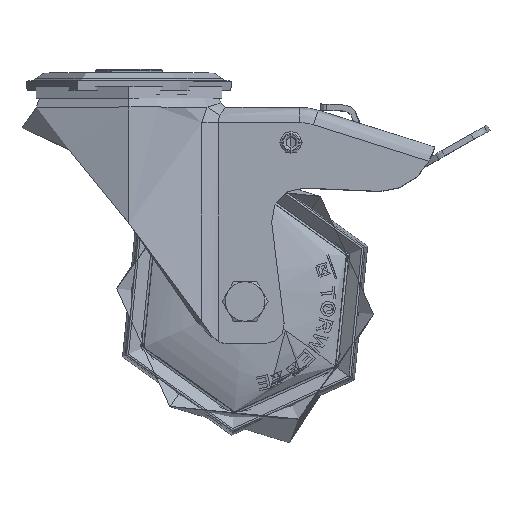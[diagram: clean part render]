
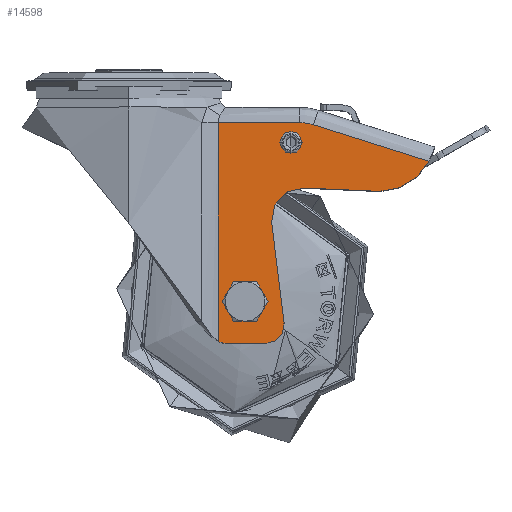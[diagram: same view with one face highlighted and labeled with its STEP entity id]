
A CAD part, top view. The second image highlights one B-rep face of the part: STEP entity #14598.
In plain terms, the highlighted planar face has unit normal (0, 0, 1).
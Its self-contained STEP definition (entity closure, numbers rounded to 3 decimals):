
#3 = EDGE_CURVE ( 'NONE', #1535, #5998, #1640, .T. ) ;
#374 = ORIENTED_EDGE ( 'NONE', *, *, #53497, .F. ) ;
#894 = EDGE_CURVE ( 'NONE', #17813, #34503, #32643, .T. ) ;
#1535 = VERTEX_POINT ( 'NONE', #33384 ) ;
#1640 = LINE ( 'NONE', #64373, #41115 ) ;
#2136 = CARTESIAN_POINT ( 'NONE',  ( 29.27, -17.5, 23.5 ) ) ;
#2212 = DIRECTION ( 'NONE',  ( -0.981, -0.192, 0. ) ) ;
#2293 = ORIENTED_EDGE ( 'NONE', *, *, #21355, .F. ) ;
#2367 = B_SPLINE_CURVE_WITH_KNOTS ( 'NONE', 3,
 ( #13862, #17588, #53449, #2136 ),
 .UNSPECIFIED., .F., .F.,
 ( 4, 4 ),
 ( 0., 1. ),
 .UNSPECIFIED. ) ;
#3520 = DIRECTION ( 'NONE',  ( 0.122, -0.993, 0. ) ) ;
#3971 = EDGE_CURVE ( 'NONE', #53115, #43199, #2367, .T. ) ;
#4347 = AXIS2_PLACEMENT_3D ( 'NONE', #5036, #44304, #18858 ) ;
#4351 = EDGE_CURVE ( 'NONE', #18221, #10616, #10740, .T. ) ;
#4443 = CARTESIAN_POINT ( 'NONE',  ( 55.832, -17.5, 23.5 ) ) ;
#5036 = CARTESIAN_POINT ( 'NONE',  ( 55.832, -32.5, 23.5 ) ) ;
#5058 = ORIENTED_EDGE ( 'NONE', *, *, #57463, .F. ) ;
#5530 = CIRCLE ( 'NONE', #54878, 18. ) ;
#5998 = VERTEX_POINT ( 'NONE', #40914 ) ;
#7316 = CIRCLE ( 'NONE', #53396, 10. ) ;
#8260 = DIRECTION ( 'NONE',  ( 0., 0., 1. ) ) ;
#10036 = VERTEX_POINT ( 'NONE', #23603 ) ;
#10612 = CARTESIAN_POINT ( 'NONE',  ( 44.785, -89.8, 23.5 ) ) ;
#10616 = VERTEX_POINT ( 'NONE', #30573 ) ;
#10740 = LINE ( 'NONE', #15455, #39157 ) ;
#10792 = CARTESIAN_POINT ( 'NONE',  ( 29.27, -89.143, 23.5 ) ) ;
#12127 = CARTESIAN_POINT ( 'NONE',  ( 38., -76., 23.5 ) ) ;
#13862 = CARTESIAN_POINT ( 'NONE',  ( 55.832, -17.5, 23.5 ) ) ;
#14135 = CARTESIAN_POINT ( 'NONE',  ( 42.1, -76., 23.5 ) ) ;
#14260 = EDGE_CURVE ( 'NONE', #52373, #50498, #50675, .T. ) ;
#14598 = ADVANCED_FACE ( 'NONE', ( #47526, #32426, #42497 ), #57984, .T. ) ;
#15455 = CARTESIAN_POINT ( 'NONE',  ( 82.107, -40., 23.5 ) ) ;
#15586 = DIRECTION ( 'NONE',  ( 0., 0., -1. ) ) ;
#15701 = CARTESIAN_POINT ( 'NONE',  ( 29.27, -17.5, 23.5 ) ) ;
#16336 = CARTESIAN_POINT ( 'NONE',  ( 29.27, -89.143, 23.5 ) ) ;
#16653 = LINE ( 'NONE', #10612, #63823 ) ;
#16767 = ORIENTED_EDGE ( 'NONE', *, *, #4351, .F. ) ;
#17243 = CIRCLE ( 'NONE', #4347, 15. ) ;
#17588 = CARTESIAN_POINT ( 'NONE',  ( 46.978, -17.5, 23.5 ) ) ;
#17813 = VERTEX_POINT ( 'NONE', #47645 ) ;
#18221 = VERTEX_POINT ( 'NONE', #49421 ) ;
#18858 = DIRECTION ( 'NONE',  ( 0., 1., 0. ) ) ;
#19232 = ORIENTED_EDGE ( 'NONE', *, *, #34947, .F. ) ;
#19670 = AXIS2_PLACEMENT_3D ( 'NONE', #28423, #8260, #59306 ) ;
#20279 = DIRECTION ( 'NONE',  ( 0.993, 0.122, 0. ) ) ;
#21355 = EDGE_CURVE ( 'NONE', #50498, #52373, #37198, .T. ) ;
#22065 = DIRECTION ( 'NONE',  ( 0.892, -0.451, 0. ) ) ;
#22632 = ORIENTED_EDGE ( 'NONE', *, *, #63058, .F. ) ;
#23009 = CARTESIAN_POINT ( 'NONE',  ( 50.449, -24.5, 23.5 ) ) ;
#23603 = CARTESIAN_POINT ( 'NONE',  ( 50.735, -83.069, 23.5 ) ) ;
#25323 = EDGE_CURVE ( 'NONE', #53115, #1535, #17243, .T. ) ;
#26716 = CARTESIAN_POINT ( 'NONE',  ( 29.27, -65.262, 23.5 ) ) ;
#26923 = DIRECTION ( 'NONE',  ( -0.981, -0.192, 0. ) ) ;
#27595 = ORIENTED_EDGE ( 'NONE', *, *, #894, .F. ) ;
#28212 = DIRECTION ( 'NONE',  ( 0., 0., 1. ) ) ;
#28423 = CARTESIAN_POINT ( 'NONE',  ( 0., -89.8, 23.5 ) ) ;
#29031 = CARTESIAN_POINT ( 'NONE',  ( 46.688, -50.115, 23.5 ) ) ;
#29200 = CARTESIAN_POINT ( 'NONE',  ( 55.551, -23.5, 23.5 ) ) ;
#30174 = ORIENTED_EDGE ( 'NONE', *, *, #3971, .T. ) ;
#30322 = CARTESIAN_POINT ( 'NONE',  ( 44.779, -83.8, 23.5 ) ) ;
#30573 = CARTESIAN_POINT ( 'NONE',  ( 57.05, -38.906, 23.5 ) ) ;
#32283 = DIRECTION ( 'NONE',  ( 0., 0., -1. ) ) ;
#32426 = FACE_BOUND ( 'NONE', #42295, .T. ) ;
#32643 = CIRCLE ( 'NONE', #63792, 4.1 ) ;
#32665 = AXIS2_PLACEMENT_3D ( 'NONE', #57847, #32283, #52750 ) ;
#33202 = DIRECTION ( 'NONE',  ( 1., 0., 0. ) ) ;
#33291 = ORIENTED_EDGE ( 'NONE', *, *, #44818, .T. ) ;
#33384 = CARTESIAN_POINT ( 'NONE',  ( 60.342, -18.194, 23.5 ) ) ;
#33813 = DIRECTION ( 'NONE',  ( 0., 0., 1. ) ) ;
#34424 = CIRCLE ( 'NONE', #45102, 4.1 ) ;
#34503 = VERTEX_POINT ( 'NONE', #14135 ) ;
#34947 = EDGE_CURVE ( 'NONE', #35517, #44329, #53036, .T. ) ;
#35517 = VERTEX_POINT ( 'NONE', #45779 ) ;
#36132 = DIRECTION ( 'NONE',  ( 0., 0., -1. ) ) ;
#36174 = ORIENTED_EDGE ( 'NONE', *, *, #41797, .F. ) ;
#36503 = DIRECTION ( 'NONE',  ( 0., 0., 1. ) ) ;
#36712 = ORIENTED_EDGE ( 'NONE', *, *, #44018, .F. ) ;
#37198 = CIRCLE ( 'NONE', #38282, 2.6 ) ;
#38282 = AXIS2_PLACEMENT_3D ( 'NONE', #54542, #38448, #2212 ) ;
#38448 = DIRECTION ( 'NONE',  ( 0., 0., 1. ) ) ;
#39157 = VECTOR ( 'NONE', #62426, 1000. ) ;
#39988 = AXIS2_PLACEMENT_3D ( 'NONE', #30322, #15586, #20279 ) ;
#40914 = CARTESIAN_POINT ( 'NONE',  ( 98.171, -30.122, 23.5 ) ) ;
#41115 = VECTOR ( 'NONE', #42551, 1000. ) ;
#41385 = EDGE_LOOP ( 'NONE', ( #22632, #5058, #374, #65022, #16767, #36712, #54498, #53666, #30174, #33291, #19232 ) ) ;
#41797 = EDGE_CURVE ( 'NONE', #34503, #17813, #34424, .T. ) ;
#42100 = DIRECTION ( 'NONE',  ( -1., 0., 0. ) ) ;
#42295 = EDGE_LOOP ( 'NONE', ( #2293, #58216 ) ) ;
#42497 = FACE_OUTER_BOUND ( 'NONE', #41385, .T. ) ;
#42551 = DIRECTION ( 'NONE',  ( 0.954, -0.301, 0. ) ) ;
#43199 = VERTEX_POINT ( 'NONE', #15701 ) ;
#43360 = DIRECTION ( 'NONE',  ( 0., 0., 1. ) ) ;
#43686 = CARTESIAN_POINT ( 'NONE',  ( 38., -76., 23.5 ) ) ;
#44018 = EDGE_CURVE ( 'NONE', #5998, #18221, #5530, .T. ) ;
#44304 = DIRECTION ( 'NONE',  ( 0., 0., -1. ) ) ;
#44329 = VERTEX_POINT ( 'NONE', #10792 ) ;
#44423 = LINE ( 'NONE', #29031, #53528 ) ;
#44818 = EDGE_CURVE ( 'NONE', #43199, #44329, #48710, .T. ) ;
#45102 = AXIS2_PLACEMENT_3D ( 'NONE', #12127, #28212, #33202 ) ;
#45779 = CARTESIAN_POINT ( 'NONE',  ( 32., -89.8, 23.5 ) ) ;
#46139 = CARTESIAN_POINT ( 'NONE',  ( 29.27, -41.381, 23.5 ) ) ;
#46577 = VERTEX_POINT ( 'NONE', #65696 ) ;
#47526 = FACE_BOUND ( 'NONE', #65469, .T. ) ;
#47645 = CARTESIAN_POINT ( 'NONE',  ( 33.9, -76., 23.5 ) ) ;
#48581 = CIRCLE ( 'NONE', #39988, 6. ) ;
#48710 = B_SPLINE_CURVE_WITH_KNOTS ( 'NONE', 3,
 ( #51867, #46139, #26716, #16336 ),
 .UNSPECIFIED., .F., .F.,
 ( 4, 4 ),
 ( 0., 1. ),
 .UNSPECIFIED. ) ;
#49008 = VERTEX_POINT ( 'NONE', #64230 ) ;
#49421 = CARTESIAN_POINT ( 'NONE',  ( 82.107, -40., 23.5 ) ) ;
#50498 = VERTEX_POINT ( 'NONE', #23009 ) ;
#50675 = CIRCLE ( 'NONE', #59317, 2.6 ) ;
#51867 = CARTESIAN_POINT ( 'NONE',  ( 29.27, -17.5, 23.5 ) ) ;
#52373 = VERTEX_POINT ( 'NONE', #29200 ) ;
#52561 = CARTESIAN_POINT ( 'NONE',  ( 82.107, -22., 23.5 ) ) ;
#52750 = DIRECTION ( 'NONE',  ( 0., -1., 0. ) ) ;
#53036 = CIRCLE ( 'NONE', #32665, 6. ) ;
#53115 = VERTEX_POINT ( 'NONE', #4443 ) ;
#53396 = AXIS2_PLACEMENT_3D ( 'NONE', #57365, #36503, #57015 ) ;
#53449 = CARTESIAN_POINT ( 'NONE',  ( 38.124, -17.5, 23.5 ) ) ;
#53497 = EDGE_CURVE ( 'NONE', #46577, #10036, #44423, .T. ) ;
#53528 = VECTOR ( 'NONE', #3520, 1000. ) ;
#53666 = ORIENTED_EDGE ( 'NONE', *, *, #25323, .F. ) ;
#54498 = ORIENTED_EDGE ( 'NONE', *, *, #3, .F. ) ;
#54542 = CARTESIAN_POINT ( 'NONE',  ( 53., -24., 23.5 ) ) ;
#54878 = AXIS2_PLACEMENT_3D ( 'NONE', #52561, #36132, #22065 ) ;
#57015 = DIRECTION ( 'NONE',  ( 0.044, 0.999, 0. ) ) ;
#57365 = CARTESIAN_POINT ( 'NONE',  ( 56.614, -48.896, 23.5 ) ) ;
#57463 = EDGE_CURVE ( 'NONE', #10036, #49008, #48581, .T. ) ;
#57847 = CARTESIAN_POINT ( 'NONE',  ( 32., -83.8, 23.5 ) ) ;
#57984 = PLANE ( 'NONE',  #19670 ) ;
#58216 = ORIENTED_EDGE ( 'NONE', *, *, #14260, .F. ) ;
#59052 = CARTESIAN_POINT ( 'NONE',  ( 53., -24., 23.5 ) ) ;
#59306 = DIRECTION ( 'NONE',  ( 1., 0., 0. ) ) ;
#59317 = AXIS2_PLACEMENT_3D ( 'NONE', #59052, #33813, #26923 ) ;
#62426 = DIRECTION ( 'NONE',  ( -0.999, 0.044, 0. ) ) ;
#63058 = EDGE_CURVE ( 'NONE', #49008, #35517, #16653, .T. ) ;
#63233 = DIRECTION ( 'NONE',  ( -1., 0., 0. ) ) ;
#63792 = AXIS2_PLACEMENT_3D ( 'NONE', #43686, #43360, #63233 ) ;
#63823 = VECTOR ( 'NONE', #42100, 1000. ) ;
#64230 = CARTESIAN_POINT ( 'NONE',  ( 44.787, -89.8, 23.5 ) ) ;
#64373 = CARTESIAN_POINT ( 'NONE',  ( 60.342, -18.194, 23.5 ) ) ;
#64417 = EDGE_CURVE ( 'NONE', #10616, #46577, #7316, .T. ) ;
#65022 = ORIENTED_EDGE ( 'NONE', *, *, #64417, .F. ) ;
#65469 = EDGE_LOOP ( 'NONE', ( #27595, #36174 ) ) ;
#65696 = CARTESIAN_POINT ( 'NONE',  ( 46.688, -50.115, 23.5 ) ) ;
